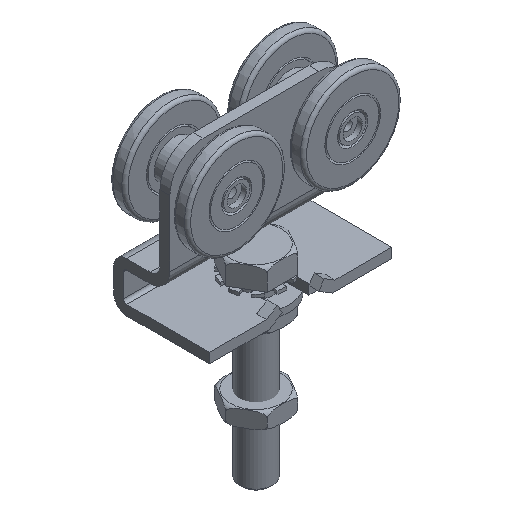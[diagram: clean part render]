
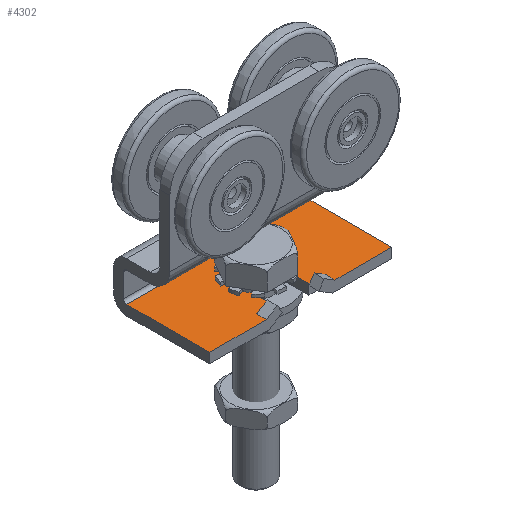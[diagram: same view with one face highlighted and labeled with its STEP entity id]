
A CAD part, isometric view. The second image highlights one B-rep face of the part: STEP entity #4302.
In plain terms, the highlighted planar face has unit normal (0, 0, 1).
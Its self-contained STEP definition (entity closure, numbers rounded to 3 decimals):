
#204=CIRCLE('',#4788,5.5);
#514=FACE_OUTER_BOUND('',#771,.T.);
#771=EDGE_LOOP('',(#3163,#3164,#3165,#3166,#3167,#3168,#3169,#3170,#3171,
#3172,#3173,#3174,#3175,#3176));
#1108=LINE('',#6833,#1506);
#1121=LINE('',#6874,#1519);
#1124=LINE('',#6887,#1522);
#1135=LINE('',#6908,#1533);
#1136=LINE('',#6911,#1534);
#1137=LINE('',#6913,#1535);
#1138=LINE('',#6917,#1536);
#1139=LINE('',#6919,#1537);
#1140=LINE('',#6921,#1538);
#1141=LINE('',#6923,#1539);
#1142=LINE('',#6924,#1540);
#1143=LINE('',#6925,#1541);
#1144=LINE('',#6926,#1542);
#1506=VECTOR('',#5457,10.);
#1519=VECTOR('',#5490,10.);
#1522=VECTOR('',#5501,10.);
#1533=VECTOR('',#5518,10.);
#1534=VECTOR('',#5521,10.);
#1535=VECTOR('',#5522,10.);
#1536=VECTOR('',#5525,10.);
#1537=VECTOR('',#5526,10.);
#1538=VECTOR('',#5527,10.);
#1539=VECTOR('',#5528,10.);
#1540=VECTOR('',#5529,10.);
#1541=VECTOR('',#5530,10.);
#1542=VECTOR('',#5531,10.);
#1889=VERTEX_POINT('',#6830);
#1890=VERTEX_POINT('',#6832);
#1907=VERTEX_POINT('',#6871);
#1908=VERTEX_POINT('',#6873);
#1913=VERTEX_POINT('',#6885);
#1914=VERTEX_POINT('',#6886);
#1917=VERTEX_POINT('',#6894);
#1922=VERTEX_POINT('',#6910);
#1923=VERTEX_POINT('',#6912);
#1924=VERTEX_POINT('',#6914);
#1925=VERTEX_POINT('',#6916);
#1926=VERTEX_POINT('',#6918);
#1927=VERTEX_POINT('',#6920);
#1928=VERTEX_POINT('',#6922);
#2358=EDGE_CURVE('',#1889,#1890,#1108,.T.);
#2378=EDGE_CURVE('',#1907,#1908,#1121,.T.);
#2384=EDGE_CURVE('',#1913,#1914,#1124,.T.);
#2395=EDGE_CURVE('',#1914,#1917,#1135,.T.);
#2396=EDGE_CURVE('',#1917,#1922,#1136,.T.);
#2397=EDGE_CURVE('',#1922,#1923,#1137,.T.);
#2398=EDGE_CURVE('',#1923,#1924,#204,.T.);
#2399=EDGE_CURVE('',#1924,#1925,#1138,.T.);
#2400=EDGE_CURVE('',#1925,#1926,#1139,.T.);
#2401=EDGE_CURVE('',#1926,#1927,#1140,.T.);
#2402=EDGE_CURVE('',#1927,#1928,#1141,.T.);
#2403=EDGE_CURVE('',#1890,#1928,#1142,.T.);
#2404=EDGE_CURVE('',#1889,#1908,#1143,.T.);
#2405=EDGE_CURVE('',#1913,#1907,#1144,.T.);
#3163=ORIENTED_EDGE('',*,*,#2384,.T.);
#3164=ORIENTED_EDGE('',*,*,#2395,.T.);
#3165=ORIENTED_EDGE('',*,*,#2396,.T.);
#3166=ORIENTED_EDGE('',*,*,#2397,.T.);
#3167=ORIENTED_EDGE('',*,*,#2398,.T.);
#3168=ORIENTED_EDGE('',*,*,#2399,.T.);
#3169=ORIENTED_EDGE('',*,*,#2400,.T.);
#3170=ORIENTED_EDGE('',*,*,#2401,.T.);
#3171=ORIENTED_EDGE('',*,*,#2402,.T.);
#3172=ORIENTED_EDGE('',*,*,#2403,.F.);
#3173=ORIENTED_EDGE('',*,*,#2358,.F.);
#3174=ORIENTED_EDGE('',*,*,#2404,.T.);
#3175=ORIENTED_EDGE('',*,*,#2378,.F.);
#3176=ORIENTED_EDGE('',*,*,#2405,.F.);
#4134=PLANE('',#4787);
#4302=ADVANCED_FACE('',(#514),#4134,.T.);
#4787=AXIS2_PLACEMENT_3D('',#6909,#5519,#5520);
#4788=AXIS2_PLACEMENT_3D('',#6915,#5523,#5524);
#5457=DIRECTION('',(0.,-1.,0.));
#5490=DIRECTION('',(0.,1.,0.));
#5501=DIRECTION('',(0.,1.,0.));
#5518=DIRECTION('',(1.,0.,0.));
#5519=DIRECTION('center_axis',(0.,0.,1.));
#5520=DIRECTION('ref_axis',(1.,0.,0.));
#5521=DIRECTION('',(1.,0.,0.));
#5522=DIRECTION('',(0.,1.,0.));
#5523=DIRECTION('center_axis',(0.,0.,-1.));
#5524=DIRECTION('ref_axis',(1.,0.,0.));
#5525=DIRECTION('',(0.,-1.,0.));
#5526=DIRECTION('',(1.,0.,0.));
#5527=DIRECTION('',(1.,0.,0.));
#5528=DIRECTION('',(0.,-1.,0.));
#5529=DIRECTION('',(-1.,0.,0.));
#5530=DIRECTION('',(-1.,0.,0.));
#5531=DIRECTION('',(-1.,0.,0.));
#6830=CARTESIAN_POINT('',(27.5,11.5,3.));
#6832=CARTESIAN_POINT('',(27.5,-13.5,3.));
#6833=CARTESIAN_POINT('',(27.5,-13.5,3.));
#6871=CARTESIAN_POINT('',(-27.5,-13.5,3.));
#6873=CARTESIAN_POINT('',(-27.5,11.5,3.));
#6874=CARTESIAN_POINT('',(-27.5,15.5,3.));
#6885=CARTESIAN_POINT('',(-10.342,-13.5,3.));
#6886=CARTESIAN_POINT('',(-10.342,-10.5,3.));
#6887=CARTESIAN_POINT('',(-10.342,-6.25,3.));
#6894=CARTESIAN_POINT('',(-5.842,-10.5,3.));
#6908=CARTESIAN_POINT('',(-4.14,-10.5,3.));
#6909=CARTESIAN_POINT('Origin',(0.,1.,3.));
#6910=CARTESIAN_POINT('',(-5.5,-10.5,3.));
#6911=CARTESIAN_POINT('',(-4.75,-10.5,3.));
#6912=CARTESIAN_POINT('',(-5.5,2.5,3.));
#6913=CARTESIAN_POINT('',(-5.5,1.75,3.));
#6914=CARTESIAN_POINT('',(5.5,2.5,3.));
#6915=CARTESIAN_POINT('Origin',(0.,2.5,3.));
#6916=CARTESIAN_POINT('',(5.5,-10.5,3.));
#6917=CARTESIAN_POINT('',(5.5,-6.25,3.));
#6918=CARTESIAN_POINT('',(5.842,-10.5,3.));
#6919=CARTESIAN_POINT('',(4.75,-10.5,3.));
#6920=CARTESIAN_POINT('',(10.342,-10.5,3.));
#6921=CARTESIAN_POINT('',(4.14,-10.5,3.));
#6922=CARTESIAN_POINT('',(10.342,-13.5,3.));
#6923=CARTESIAN_POINT('',(10.342,-6.25,3.));
#6924=CARTESIAN_POINT('',(-27.5,-13.5,3.));
#6925=CARTESIAN_POINT('',(13.75,11.5,3.));
#6926=CARTESIAN_POINT('',(-27.5,-13.5,3.));
